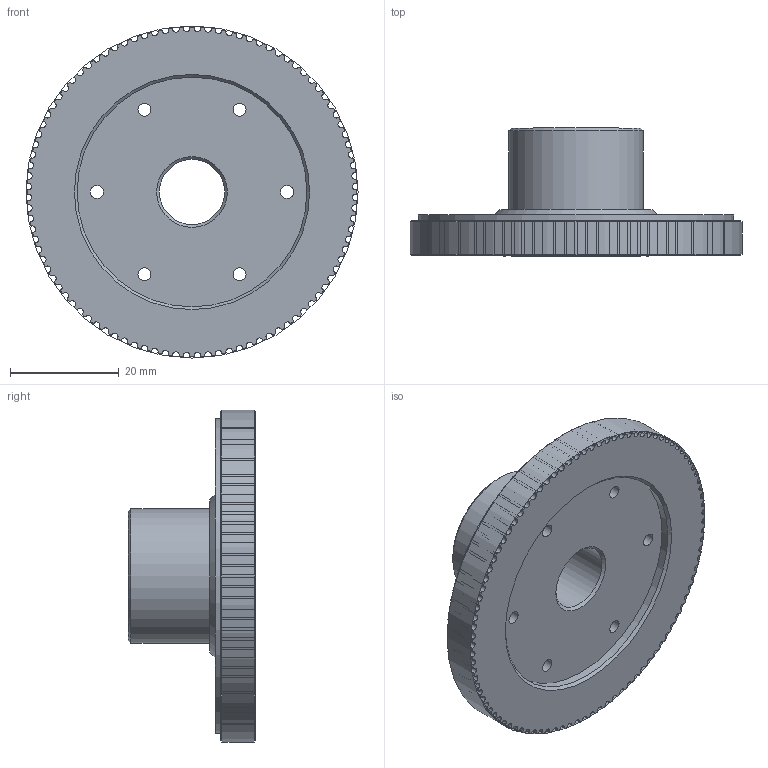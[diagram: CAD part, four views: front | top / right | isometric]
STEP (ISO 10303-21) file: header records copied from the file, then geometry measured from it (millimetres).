
FILE_DESCRIPTION(/* description */ (''),/* implementation_level */ '2;1');
FILE_NAME(/* name */ 'J1_BASE.stp',/* time_stamp */ '2022-07-20T21:21:00+09:00',/* author */ (''),/* organization */ (''),/* preprocessor_version */ 'ST-DEVELOPER v16.7',/* originating_system */ '',/* authorisation */ '');
FILE_SCHEMA (('AUTOMOTIVE_DESIGN { 1 0 10303 214 3 1 1 1 }'));
Length unit declared in the file: millimetre
Products named in the file (1): J1_BASE
Bounding box: 61.12 x 23.5 x 61.12 mm (x, y, z)
Volume: 23187.1 mm3; surface area: 11146.4 mm2
Topology: 1 solids, 2 shells, 412 faces, 1211 edges, 810 vertices
Faces by surface type: cylinder 398, plane 9, cone 5
Full cylindrical faces by diameter (mm): 2.4 x9, 12 x1, 24.7 x1, 42.3 x1, 58 x1, 61.115 x1
Entity records: 14168 total; most frequent: DIRECTION 2818, CARTESIAN_POINT 2405, ORIENTED_EDGE 2370, AXIS2_PLACEMENT_3D 1217, EDGE_CURVE 1186, CIRCLE 803, VERTEX_POINT 802, EDGE_LOOP 452
